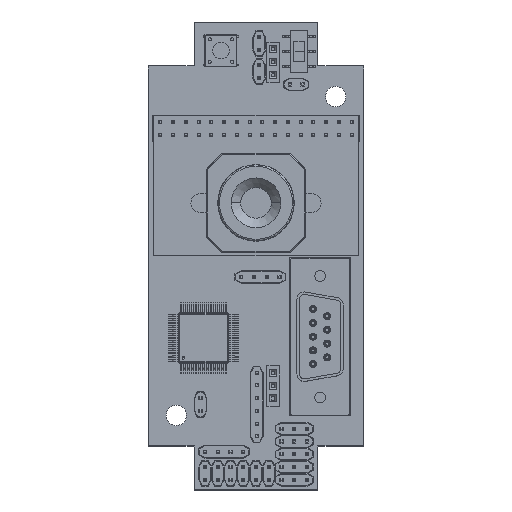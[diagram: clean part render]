
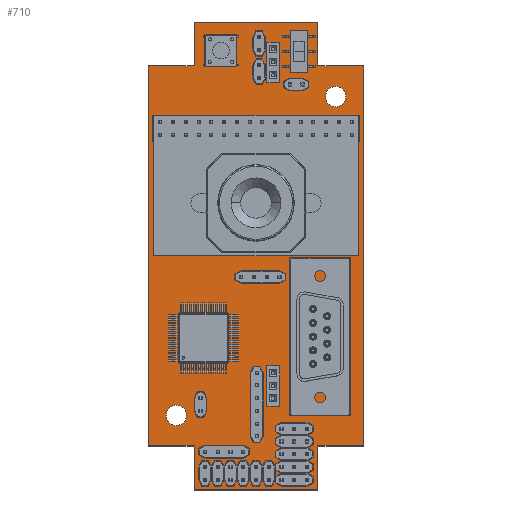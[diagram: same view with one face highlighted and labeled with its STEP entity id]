
A CAD part, top view. The second image highlights one B-rep face of the part: STEP entity #710.
In plain terms, the highlighted planar face has unit normal (0, 0, 1).
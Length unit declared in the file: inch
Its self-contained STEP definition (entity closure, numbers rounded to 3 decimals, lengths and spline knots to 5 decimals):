
#123=CARTESIAN_POINT('',(-0.545,-1.25,0.067));
#124=VERTEX_POINT('',#123);
#140=CARTESIAN_POINT('',(-0.705,-1.25,0.067));
#141=VERTEX_POINT('',#140);
#148=CARTESIAN_POINT('',(-0.625,-1.25,0.067));
#149=DIRECTION('',(0.0,0.0,-1.0));
#150=DIRECTION('',(1.0,0.0,0.0));
#151=AXIS2_PLACEMENT_3D('',#148,#149,#150);
#152=CIRCLE('',#151,0.08);
#153=EDGE_CURVE('',#124,#141,#152,.T.);
#186=CARTESIAN_POINT('',(0.705,1.25,0.067));
#187=VERTEX_POINT('',#186);
#203=CARTESIAN_POINT('',(0.545,1.25,0.067));
#204=VERTEX_POINT('',#203);
#211=CARTESIAN_POINT('',(0.625,1.25,0.067));
#212=DIRECTION('',(0.0,0.0,-1.0));
#213=DIRECTION('',(1.0,0.0,0.0));
#214=AXIS2_PLACEMENT_3D('',#211,#212,#213);
#215=CIRCLE('',#214,0.08);
#216=EDGE_CURVE('',#187,#204,#215,.T.);
#248=CARTESIAN_POINT('',(0.625,1.25,0.067));
#249=DIRECTION('',(0.0,0.0,-1.0));
#250=DIRECTION('',(1.0,0.0,0.0));
#251=AXIS2_PLACEMENT_3D('',#248,#249,#250);
#252=CIRCLE('',#251,0.08);
#253=EDGE_CURVE('',#204,#187,#252,.T.);
#293=CARTESIAN_POINT('',(-0.625,-1.25,0.067));
#294=DIRECTION('',(0.0,0.0,-1.0));
#295=DIRECTION('',(1.0,0.0,0.0));
#296=AXIS2_PLACEMENT_3D('',#293,#294,#295);
#297=CIRCLE('',#296,0.08);
#298=EDGE_CURVE('',#141,#124,#297,.T.);
#316=CARTESIAN_POINT('',(-0.485,1.49,0.067));
#317=VERTEX_POINT('',#316);
#318=CARTESIAN_POINT('',(-0.485,1.835,0.067));
#319=VERTEX_POINT('',#318);
#320=CARTESIAN_POINT('',(-0.485,1.49,0.067));
#321=DIRECTION('',(0.0,1.0,0.0));
#322=VECTOR('',#321,0.345);
#323=LINE('',#320,#322);
#324=EDGE_CURVE('',#317,#319,#323,.T.);
#356=CARTESIAN_POINT('',(0.485,1.835,0.067));
#357=VERTEX_POINT('',#356);
#358=CARTESIAN_POINT('',(-0.485,1.835,0.067));
#359=DIRECTION('',(1.0,0.0,0.0));
#360=VECTOR('',#359,0.97);
#361=LINE('',#358,#360);
#362=EDGE_CURVE('',#319,#357,#361,.T.);
#387=CARTESIAN_POINT('',(0.485,1.49,0.067));
#388=VERTEX_POINT('',#387);
#389=CARTESIAN_POINT('',(0.485,1.835,0.067));
#390=DIRECTION('',(0.0,-1.0,0.0));
#391=VECTOR('',#390,0.345);
#392=LINE('',#389,#391);
#393=EDGE_CURVE('',#357,#388,#392,.T.);
#418=CARTESIAN_POINT('',(0.845,1.49,0.067));
#419=VERTEX_POINT('',#418);
#420=CARTESIAN_POINT('',(0.485,1.49,0.067));
#421=DIRECTION('',(1.0,0.0,0.0));
#422=VECTOR('',#421,0.36);
#423=LINE('',#420,#422);
#424=EDGE_CURVE('',#388,#419,#423,.T.);
#449=CARTESIAN_POINT('',(0.845,-1.49,0.067));
#450=VERTEX_POINT('',#449);
#451=CARTESIAN_POINT('',(0.845,1.49,0.067));
#452=DIRECTION('',(0.0,-1.0,0.0));
#453=VECTOR('',#452,2.98);
#454=LINE('',#451,#453);
#455=EDGE_CURVE('',#419,#450,#454,.T.);
#480=CARTESIAN_POINT('',(0.485,-1.49,0.067));
#481=VERTEX_POINT('',#480);
#482=CARTESIAN_POINT('',(0.845,-1.49,0.067));
#483=DIRECTION('',(-1.0,0.0,0.0));
#484=VECTOR('',#483,0.36);
#485=LINE('',#482,#484);
#486=EDGE_CURVE('',#450,#481,#485,.T.);
#511=CARTESIAN_POINT('',(0.485,-1.835,0.067));
#512=VERTEX_POINT('',#511);
#513=CARTESIAN_POINT('',(0.485,-1.49,0.067));
#514=DIRECTION('',(0.0,-1.0,0.0));
#515=VECTOR('',#514,0.345);
#516=LINE('',#513,#515);
#517=EDGE_CURVE('',#481,#512,#516,.T.);
#542=CARTESIAN_POINT('',(-0.485,-1.835,0.067));
#543=VERTEX_POINT('',#542);
#544=CARTESIAN_POINT('',(0.485,-1.835,0.067));
#545=DIRECTION('',(-1.0,0.0,0.0));
#546=VECTOR('',#545,0.97);
#547=LINE('',#544,#546);
#548=EDGE_CURVE('',#512,#543,#547,.T.);
#573=CARTESIAN_POINT('',(-0.485,-1.49,0.067));
#574=VERTEX_POINT('',#573);
#575=CARTESIAN_POINT('',(-0.485,-1.835,0.067));
#576=DIRECTION('',(0.0,1.0,0.0));
#577=VECTOR('',#576,0.345);
#578=LINE('',#575,#577);
#579=EDGE_CURVE('',#543,#574,#578,.T.);
#604=CARTESIAN_POINT('',(-0.845,-1.49,0.067));
#605=VERTEX_POINT('',#604);
#606=CARTESIAN_POINT('',(-0.485,-1.49,0.067));
#607=DIRECTION('',(-1.0,0.0,0.0));
#608=VECTOR('',#607,0.36);
#609=LINE('',#606,#608);
#610=EDGE_CURVE('',#574,#605,#609,.T.);
#635=CARTESIAN_POINT('',(-0.845,1.49,0.067));
#636=VERTEX_POINT('',#635);
#637=CARTESIAN_POINT('',(-0.845,-1.49,0.067));
#638=DIRECTION('',(0.0,1.0,0.0));
#639=VECTOR('',#638,2.98);
#640=LINE('',#637,#639);
#641=EDGE_CURVE('',#605,#636,#640,.T.);
#666=CARTESIAN_POINT('',(-0.845,1.49,0.067));
#667=DIRECTION('',(1.0,0.0,0.0));
#668=VECTOR('',#667,0.36);
#669=LINE('',#666,#668);
#670=EDGE_CURVE('',#636,#317,#669,.T.);
#683=CARTESIAN_POINT('',(0.,0.,0.067));
#684=DIRECTION('',(0.0,0.0,1.0));
#685=DIRECTION('',(1.0,0.0,0.0));
#686=AXIS2_PLACEMENT_3D('',#683,#684,#685);
#687=PLANE('',#686);
#688=ORIENTED_EDGE('',*,*,#324,.F.);
#689=ORIENTED_EDGE('',*,*,#670,.F.);
#690=ORIENTED_EDGE('',*,*,#641,.F.);
#691=ORIENTED_EDGE('',*,*,#610,.F.);
#692=ORIENTED_EDGE('',*,*,#579,.F.);
#693=ORIENTED_EDGE('',*,*,#548,.F.);
#694=ORIENTED_EDGE('',*,*,#517,.F.);
#695=ORIENTED_EDGE('',*,*,#486,.F.);
#696=ORIENTED_EDGE('',*,*,#455,.F.);
#697=ORIENTED_EDGE('',*,*,#424,.F.);
#698=ORIENTED_EDGE('',*,*,#393,.F.);
#699=ORIENTED_EDGE('',*,*,#362,.F.);
#700=EDGE_LOOP('',(#688,#689,#690,#691,#692,#693,#694,#695,#696,#697,#698,#699));
#701=FACE_OUTER_BOUND('',#700,.T.);
#702=ORIENTED_EDGE('',*,*,#216,.T.);
#703=ORIENTED_EDGE('',*,*,#253,.T.);
#704=EDGE_LOOP('',(#702,#703));
#705=FACE_BOUND('',#704,.T.);
#706=ORIENTED_EDGE('',*,*,#153,.T.);
#707=ORIENTED_EDGE('',*,*,#298,.T.);
#708=EDGE_LOOP('',(#706,#707));
#709=FACE_BOUND('',#708,.T.);
#710=ADVANCED_FACE('',(#701,#705,#709),#687,.T.);
